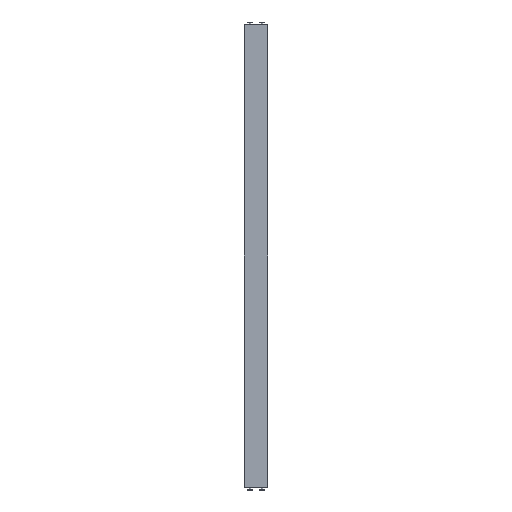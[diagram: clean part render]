
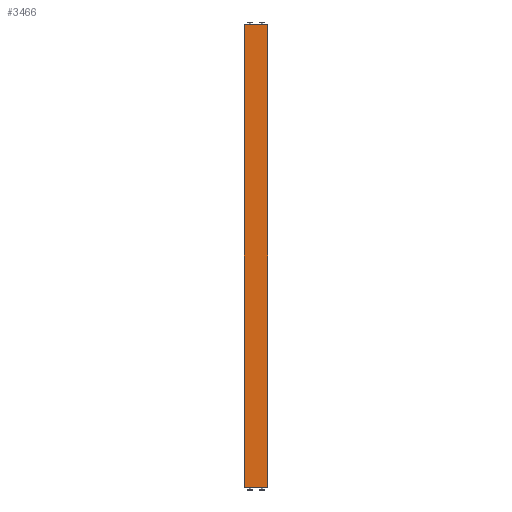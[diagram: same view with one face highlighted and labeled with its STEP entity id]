
A CAD part, left-side view. The second image highlights one B-rep face of the part: STEP entity #3466.
In plain terms, the highlighted planar face has unit normal (-1, 0, 0).
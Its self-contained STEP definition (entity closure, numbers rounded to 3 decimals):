
#206=LINE('',#4768,#492);
#207=LINE('',#4771,#493);
#208=LINE('',#4773,#494);
#209=LINE('',#4775,#495);
#492=VECTOR('',#4016,1000.);
#493=VECTOR('',#4017,1000.);
#494=VECTOR('',#4018,1000.);
#495=VECTOR('',#4019,1000.);
#826=ORIENTED_EDGE('',*,*,#1540,.T.);
#827=ORIENTED_EDGE('',*,*,#1541,.T.);
#828=ORIENTED_EDGE('',*,*,#1542,.T.);
#829=ORIENTED_EDGE('',*,*,#1543,.F.);
#1540=EDGE_CURVE('',#1885,#1886,#206,.T.);
#1541=EDGE_CURVE('',#1886,#1887,#207,.T.);
#1542=EDGE_CURVE('',#1887,#1888,#208,.T.);
#1543=EDGE_CURVE('',#1885,#1888,#209,.T.);
#1885=VERTEX_POINT('',#4769);
#1886=VERTEX_POINT('',#4770);
#1887=VERTEX_POINT('',#4772);
#1888=VERTEX_POINT('',#4774);
#2135=EDGE_LOOP('',(#826,#827,#828,#829));
#2351=FACE_BOUND('',#2135,.T.);
#2560=PLANE('',#3643);
#3466=ADVANCED_FACE('',(#2351),#2560,.T.);
#3643=AXIS2_PLACEMENT_3D('',#4767,#4014,#4015);
#4014=DIRECTION('',(-1.,0.,0.));
#4015=DIRECTION('',(0.,0.,1.));
#4016=DIRECTION('',(0.,-1.,0.));
#4017=DIRECTION('',(0.,0.,1.));
#4018=DIRECTION('',(0.,1.,0.));
#4019=DIRECTION('',(0.,0.,1.));
#4767=CARTESIAN_POINT('',(0.,24.,-1.));
#4768=CARTESIAN_POINT('',(0.,52.,0.));
#4769=CARTESIAN_POINT('',(0.,80.,0.));
#4770=CARTESIAN_POINT('',(0.,0.,0.));
#4771=CARTESIAN_POINT('',(0.,0.,-1.));
#4772=CARTESIAN_POINT('',(0.,0.,1550.));
#4773=CARTESIAN_POINT('',(0.,12.,1550.));
#4774=CARTESIAN_POINT('',(0.,80.,1550.));
#4775=CARTESIAN_POINT('',(0.,80.,-1.));
